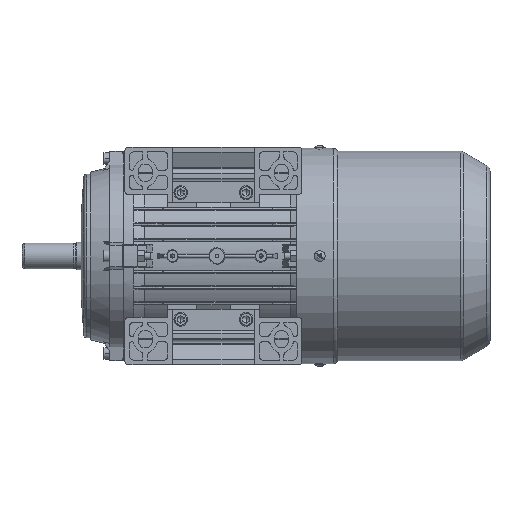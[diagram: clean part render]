
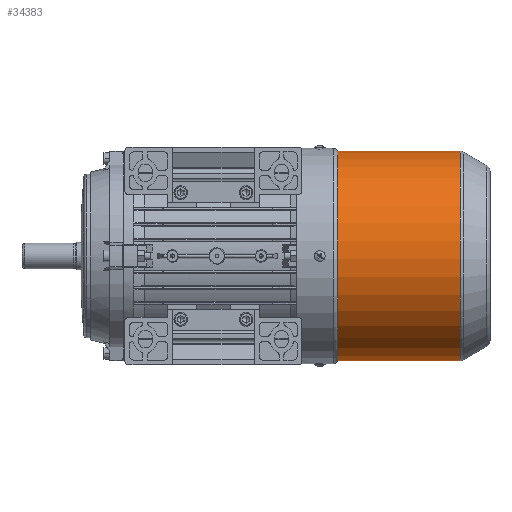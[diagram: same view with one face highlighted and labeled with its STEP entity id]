
A CAD part, front view. The second image highlights one B-rep face of the part: STEP entity #34383.
In plain terms, the highlighted cylindrical face has radius 77 mm (diameter 154 mm), a partial arc.
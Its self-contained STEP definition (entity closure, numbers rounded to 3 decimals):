
#5554 = CARTESIAN_POINT ( 'NONE',  ( 31.853, 0., 77. ) ) ;
#5584 = LINE ( 'NONE', #5721, #5719 ) ;
#5718 = DIRECTION ( 'NONE',  ( -1., 0., 0. ) ) ;
#5719 = VECTOR ( 'NONE', #5718, 1000. ) ;
#5721 = CARTESIAN_POINT ( 'NONE',  ( -4.259, 0., 77. ) ) ;
#5850 = CARTESIAN_POINT ( 'NONE',  ( 31.853, 0., -77. ) ) ;
#5864 = CARTESIAN_POINT ( 'NONE',  ( 121.691, 0., -77. ) ) ;
#5866 = CARTESIAN_POINT ( 'NONE',  ( 121.691, 0., 77. ) ) ;
#6034 = VECTOR ( 'NONE', #6183, 1000. ) ;
#6036 = CARTESIAN_POINT ( 'NONE',  ( -4.259, 0., -77. ) ) ;
#6038 = LINE ( 'NONE', #6036, #6034 ) ;
#6183 = DIRECTION ( 'NONE',  ( -1., 0., 0. ) ) ;
#15709 = VERTEX_POINT ( 'NONE', #5554 ) ;
#15734 = EDGE_CURVE ( 'NONE', #15758, #15709, #5584, .T. ) ;
#15758 = VERTEX_POINT ( 'NONE', #5866 ) ;
#15759 = VERTEX_POINT ( 'NONE', #5864 ) ;
#15762 = VERTEX_POINT ( 'NONE', #5850 ) ;
#15815 = EDGE_CURVE ( 'NONE', #15759, #15762, #6038, .T. ) ;
#34381 = EDGE_CURVE ( 'NONE', #15759, #15758, #76502, .T. ) ;
#34383 = ADVANCED_FACE ( 'NONE', ( #76498 ), #76497, .T. ) ;
#34387 = EDGE_LOOP ( 'NONE', ( #34388, #34389, #34390, #34392 ) ) ;
#34388 = ORIENTED_EDGE ( 'NONE', *, *, #15815, .F. ) ;
#34389 = ORIENTED_EDGE ( 'NONE', *, *, #34381, .T. ) ;
#34390 = ORIENTED_EDGE ( 'NONE', *, *, #15734, .T. ) ;
#34392 = ORIENTED_EDGE ( 'NONE', *, *, #34394, .F. ) ;
#34394 = EDGE_CURVE ( 'NONE', #15762, #15709, #76545, .T. ) ;
#76493 = DIRECTION ( 'NONE',  ( 0., 0., 1. ) ) ;
#76494 = DIRECTION ( 'NONE',  ( -1., 0., 0. ) ) ;
#76495 = CARTESIAN_POINT ( 'NONE',  ( -4.259, 0., 0. ) ) ;
#76496 = AXIS2_PLACEMENT_3D ( 'NONE', #76495, #76494, #76493 ) ;
#76497 = CYLINDRICAL_SURFACE ( 'NONE', #76496, 77. ) ;
#76498 = FACE_OUTER_BOUND ( 'NONE', #34387, .T. ) ;
#76499 = DIRECTION ( 'NONE',  ( 0., 0., 1. ) ) ;
#76500 = DIRECTION ( 'NONE',  ( -1., 0., 0. ) ) ;
#76501 = AXIS2_PLACEMENT_3D ( 'NONE', #76506, #76500, #76499 ) ;
#76502 = CIRCLE ( 'NONE', #76501, 77. ) ;
#76506 = CARTESIAN_POINT ( 'NONE',  ( 121.691, 0., 0. ) ) ;
#76541 = DIRECTION ( 'NONE',  ( 0., 0., 1. ) ) ;
#76542 = DIRECTION ( 'NONE',  ( -1., 0., 0. ) ) ;
#76543 = CARTESIAN_POINT ( 'NONE',  ( 31.853, 0., 0. ) ) ;
#76544 = AXIS2_PLACEMENT_3D ( 'NONE', #76543, #76542, #76541 ) ;
#76545 = CIRCLE ( 'NONE', #76544, 77. ) ;
